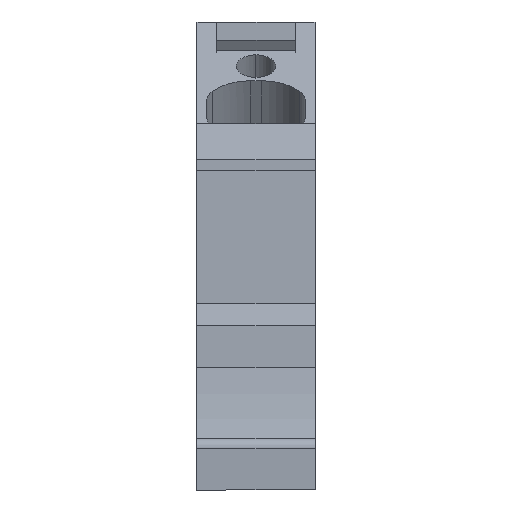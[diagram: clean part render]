
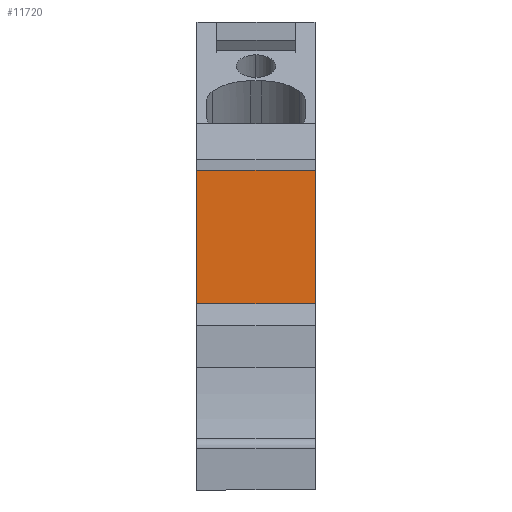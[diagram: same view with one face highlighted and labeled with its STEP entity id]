
A CAD part, front view. The second image highlights one B-rep face of the part: STEP entity #11720.
In plain terms, the highlighted face is planar.
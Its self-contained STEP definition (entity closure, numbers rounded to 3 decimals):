
#2540=CARTESIAN_POINT('',(11.602,11.75,52.7));
#2550=VERTEX_POINT('',#2540);
#2580=CARTESIAN_POINT('',(11.602,25.732,52.7));
#2590=DIRECTION('',(0.,-1.,0.));
#2600=VECTOR('',#2590,1.);
#2610=LINE('',#2580,#2600);
#2620=CARTESIAN_POINT('',(11.602,25.303,52.7));
#2630=VERTEX_POINT('',#2620);
#2640=EDGE_CURVE('',#2630,#2550,#2610,.T.);
#7590=CARTESIAN_POINT('',(11.602,25.303,40.7));
#7600=VERTEX_POINT('',#7590);
#7630=CARTESIAN_POINT('',(11.602,25.732,40.7));
#7640=DIRECTION('',(0.,-1.,0.));
#7650=VECTOR('',#7640,1.);
#7660=LINE('',#7630,#7650);
#7670=CARTESIAN_POINT('',(11.602,11.75,40.7));
#7680=VERTEX_POINT('',#7670);
#7690=EDGE_CURVE('',#7600,#7680,#7660,.T.);
#11510=CARTESIAN_POINT('',(11.602,12.25,53.2));
#11520=DIRECTION('',(-1.,0.,0.));
#11530=DIRECTION('',(0.,1.,0.));
#11540=AXIS2_PLACEMENT_3D('',#11510,#11520,#11530);
#11550=PLANE('',#11540);
#11560=ORIENTED_EDGE('',*,*,#7690,.T.);
#11570=CARTESIAN_POINT('',(11.602,25.303,40.55));
#11580=DIRECTION('',(0.,0.,-1.));
#11590=VECTOR('',#11580,1.);
#11600=LINE('',#11570,#11590);
#11610=EDGE_CURVE('',#2630,#7600,#11600,.T.);
#11620=ORIENTED_EDGE('',*,*,#11610,.T.);
#11630=ORIENTED_EDGE('',*,*,#2640,.F.);
#11640=CARTESIAN_POINT('',(11.602,11.75,40.55));
#11650=DIRECTION('',(0.,0.,-1.));
#11660=VECTOR('',#11650,1.);
#11670=LINE('',#11640,#11660);
#11680=EDGE_CURVE('',#2550,#7680,#11670,.T.);
#11690=ORIENTED_EDGE('',*,*,#11680,.F.);
#11700=EDGE_LOOP('',(#11690,#11630,#11620,#11560));
#11710=FACE_OUTER_BOUND('',#11700,.T.);
#11720=ADVANCED_FACE('',(#11710),#11550,.T.);
